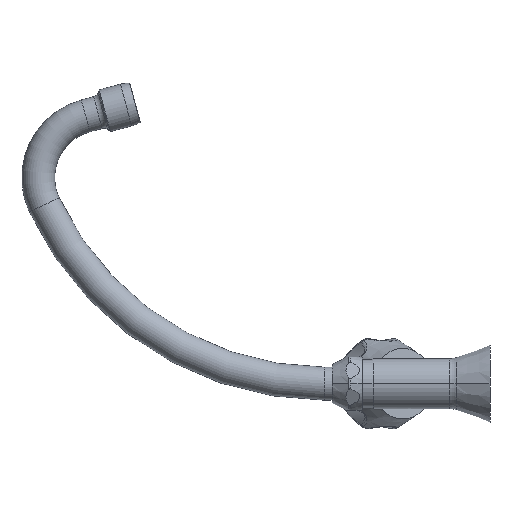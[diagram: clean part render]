
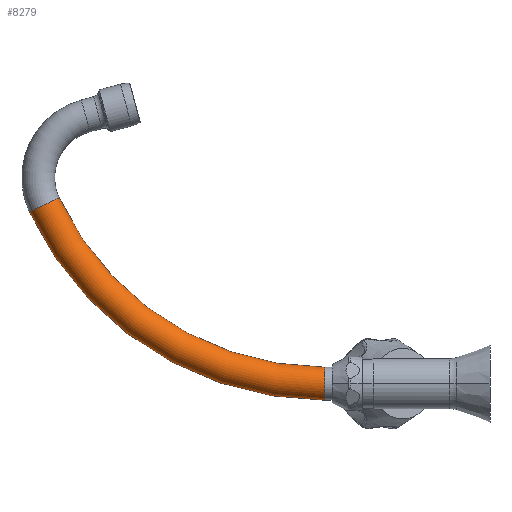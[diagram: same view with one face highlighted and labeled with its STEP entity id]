
A CAD part, left-side view. The second image highlights one B-rep face of the part: STEP entity #8279.
In plain terms, the highlighted toroidal (fillet/blend) face has major radius 168.937 mm and minor radius 9 mm.
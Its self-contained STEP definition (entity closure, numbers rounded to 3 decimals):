
#2683=CARTESIAN_POINT('',(0.,90.1,0.));
#2684=DIRECTION('',(0.,1.,0.));
#2685=DIRECTION('',(0.,0.,-1.));
#2686=AXIS2_PLACEMENT_3D('',#2683,#2684,#2685);
#2688=CARTESIAN_POINT('',(0.,90.1,168.937));
#2689=DIRECTION('',(1.,0.,0.));
#2690=DIRECTION('',(0.,0.,-1.));
#2691=AXIS2_PLACEMENT_3D('',#2688,#2689,#2690);
#2698=CARTESIAN_POINT('',(0.,90.1,168.937));
#2699=DIRECTION('',(1.,0.,0.));
#2700=DIRECTION('',(0.,0.,-1.));
#2701=AXIS2_PLACEMENT_3D('',#2698,#2699,#2700);
#2713=CARTESIAN_POINT('',(0.,243.229,
97.584));
#2714=DIRECTION('',(0.,0.422,0.906));
#2715=DIRECTION('',(0.,0.906,-0.422));
#2716=AXIS2_PLACEMENT_3D('',#2713,#2714,#2715);
#3046=CARTESIAN_POINT('',(0.,90.1,9.));
#3047=CARTESIAN_POINT('',(0.,90.1,-9.));
#3048=VERTEX_POINT('',#3046);
#3049=VERTEX_POINT('',#3047);
#3050=CARTESIAN_POINT('',(0.,235.071,
101.386));
#3051=CARTESIAN_POINT('',(0.,251.387,
93.783));
#3052=VERTEX_POINT('',#3050);
#3053=VERTEX_POINT('',#3051);
#8265=CARTESIAN_POINT('',(0.,90.1,168.937));
#8266=DIRECTION('',(1.,0.,0.));
#8267=DIRECTION('',(0.,0.,1.));
#8268=AXIS2_PLACEMENT_3D('',#8265,#8266,#8267);
#8269=TOROIDAL_SURFACE('',#8268,168.937,9.);
#8270=ORIENTED_EDGE('',*,*,#8252,.F.);
#8272=ORIENTED_EDGE('',*,*,#8271,.T.);
#8274=ORIENTED_EDGE('',*,*,#8273,.T.);
#8276=ORIENTED_EDGE('',*,*,#8275,.F.);
#8277=EDGE_LOOP('',(#8270,#8272,#8274,#8276));
#8278=FACE_OUTER_BOUND('',#8277,.F.);
#8279=ADVANCED_FACE('',(#8278),#8269,.T.);
#2687=CIRCLE('',#2686,9.);
#2692=CIRCLE('',#2691,177.937);
#2702=CIRCLE('',#2701,159.937);
#2717=CIRCLE('',#2716,9.);
#8252=EDGE_CURVE('',#3049,#3048,#2687,.T.);
#8271=EDGE_CURVE('',#3049,#3053,#2692,.T.);
#8273=EDGE_CURVE('',#3053,#3052,#2717,.T.);
#8275=EDGE_CURVE('',#3048,#3052,#2702,.T.);
